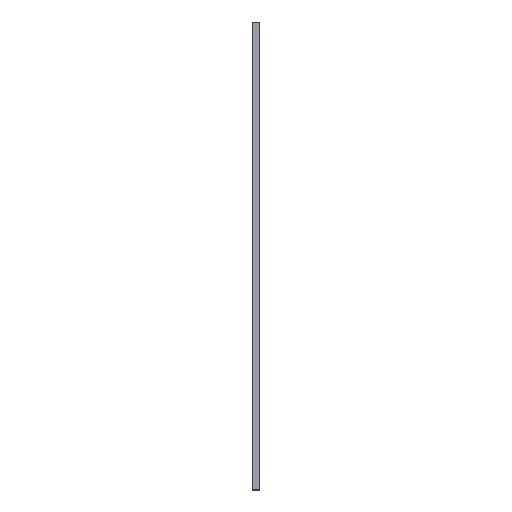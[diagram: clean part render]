
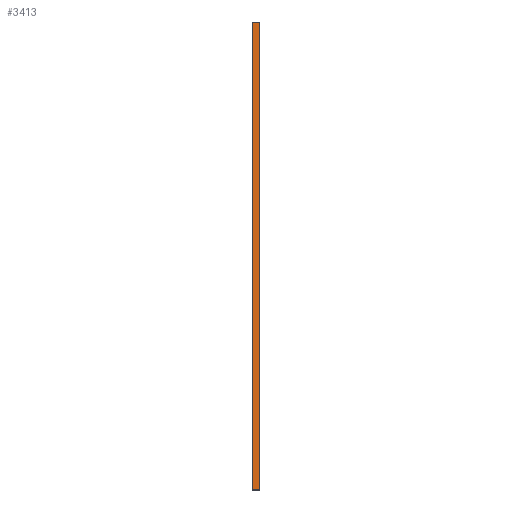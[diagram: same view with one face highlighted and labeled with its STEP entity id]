
A CAD part, front view. The second image highlights one B-rep face of the part: STEP entity #3413.
In plain terms, the highlighted planar face has unit normal (0, -1, 0).
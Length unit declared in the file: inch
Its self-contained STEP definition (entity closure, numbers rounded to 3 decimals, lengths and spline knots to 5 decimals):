
#136 = CARTESIAN_POINT ( 'NONE',  ( 30.93307, -18.5, 16.25 ) ) ;
#169 = VECTOR ( 'NONE', #3232, 39.37008 ) ;
#294 = CARTESIAN_POINT ( 'NONE',  ( 30.93307, -18.5, -16.25 ) ) ;
#322 = EDGE_CURVE ( 'NONE', #2739, #1106, #3384, .T. ) ;
#335 = EDGE_LOOP ( 'NONE', ( #1934, #521, #2543, #3450 ) ) ;
#348 = EDGE_CURVE ( 'NONE', #1106, #1758, #3113, .T. ) ;
#381 = CARTESIAN_POINT ( 'NONE',  ( 31.43307, -18.5, 16.25 ) ) ;
#521 = ORIENTED_EDGE ( 'NONE', *, *, #348, .F. ) ;
#564 = VECTOR ( 'NONE', #581, 39.37008 ) ;
#580 = EDGE_CURVE ( 'NONE', #3482, #1758, #1199, .T. ) ;
#581 = DIRECTION ( 'NONE',  ( 1., 0., 0. ) ) ;
#643 = CARTESIAN_POINT ( 'NONE',  ( 30.93307, -18.5, 16.25 ) ) ;
#669 = CARTESIAN_POINT ( 'NONE',  ( 30.93307, -18.5, 16.25 ) ) ;
#695 = CARTESIAN_POINT ( 'NONE',  ( 31.43307, -18.5, -16.25 ) ) ;
#704 = DIRECTION ( 'NONE',  ( 0., 0., 1. ) ) ;
#897 = CARTESIAN_POINT ( 'NONE',  ( 31.43307, -18.5, 16.25 ) ) ;
#913 = DIRECTION ( 'NONE',  ( 0., 0., 1. ) ) ;
#1106 = VERTEX_POINT ( 'NONE', #136 ) ;
#1199 = LINE ( 'NONE', #897, #2227 ) ;
#1297 = EDGE_CURVE ( 'NONE', #2739, #3482, #2468, .T. ) ;
#1302 = CARTESIAN_POINT ( 'NONE',  ( 30.93307, -18.5, 16.25 ) ) ;
#1758 = VERTEX_POINT ( 'NONE', #381 ) ;
#1934 = ORIENTED_EDGE ( 'NONE', *, *, #580, .T. ) ;
#1982 = PLANE ( 'NONE',  #3021 ) ;
#2002 = VECTOR ( 'NONE', #704, 39.37008 ) ;
#2035 = DIRECTION ( 'NONE',  ( -1., 0., 0. ) ) ;
#2227 = VECTOR ( 'NONE', #913, 39.37008 ) ;
#2448 = CARTESIAN_POINT ( 'NONE',  ( 30.93307, -18.5, -16.25 ) ) ;
#2468 = LINE ( 'NONE', #2448, #564 ) ;
#2543 = ORIENTED_EDGE ( 'NONE', *, *, #322, .F. ) ;
#2739 = VERTEX_POINT ( 'NONE', #294 ) ;
#2809 = FACE_OUTER_BOUND ( 'NONE', #335, .T. ) ;
#3021 = AXIS2_PLACEMENT_3D ( 'NONE', #643, #3080, #2035 ) ;
#3080 = DIRECTION ( 'NONE',  ( 0., 1., 0. ) ) ;
#3113 = LINE ( 'NONE', #1302, #169 ) ;
#3232 = DIRECTION ( 'NONE',  ( 1., 0., 0. ) ) ;
#3384 = LINE ( 'NONE', #669, #2002 ) ;
#3413 = ADVANCED_FACE ( 'NONE', ( #2809 ), #1982, .F. ) ;
#3450 = ORIENTED_EDGE ( 'NONE', *, *, #1297, .T. ) ;
#3482 = VERTEX_POINT ( 'NONE', #695 ) ;
